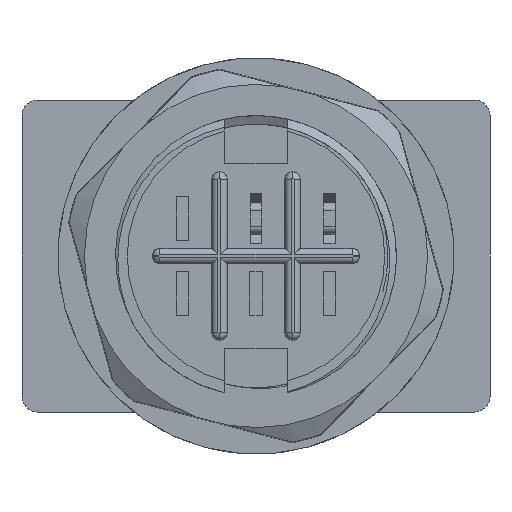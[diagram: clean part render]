
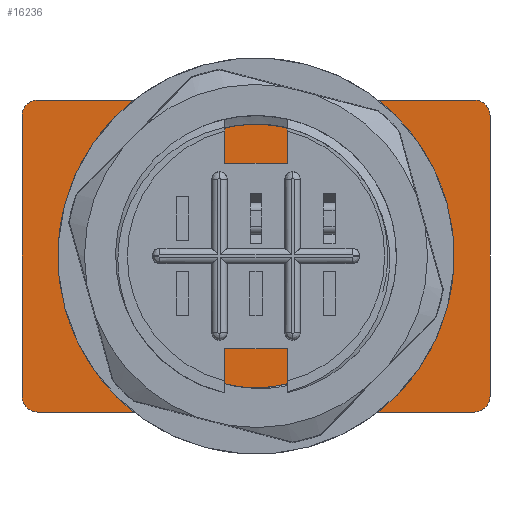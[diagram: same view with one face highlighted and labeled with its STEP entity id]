
A CAD part, front view. The second image highlights one B-rep face of the part: STEP entity #16236.
In plain terms, the highlighted planar face has unit normal (0, -1, 0).
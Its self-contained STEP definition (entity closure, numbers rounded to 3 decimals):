
#7820=CARTESIAN_POINT('',(2.0,0.0,8.775));
#7821=VERTEX_POINT('',#7820);
#7828=CARTESIAN_POINT('',(7.755,0.,4.567));
#7829=VERTEX_POINT('',#7828);
#8033=CARTESIAN_POINT('',(0.0,0.0,0.0));
#8034=DIRECTION('',(0.0,1.0,0.0));
#8035=DIRECTION('',(0.0,0.0,1.0));
#8036=AXIS2_PLACEMENT_3D('',#8033,#8034,#8035);
#8037=CIRCLE('',#8036,9.0);
#8038=EDGE_CURVE('',#7821,#7829,#8037,.T.);
#10240=CARTESIAN_POINT('',(-2.0,0.0,-8.21));
#10241=VERTEX_POINT('',#10240);
#10242=CARTESIAN_POINT('',(-7.702,0.,-3.476));
#10243=VERTEX_POINT('',#10242);
#10244=CARTESIAN_POINT('',(-2.,0.,-8.21));
#10245=CARTESIAN_POINT('',(-2.617,0.,-8.06));
#10246=CARTESIAN_POINT('',(-3.215,0.,-7.84));
#10247=CARTESIAN_POINT('',(-4.36,0.,-7.267));
#10248=CARTESIAN_POINT('',(-4.902,0.,-6.913));
#10249=CARTESIAN_POINT('',(-5.902,0.,-6.083));
#10250=CARTESIAN_POINT('',(-6.355,0.,-5.608));
#10251=CARTESIAN_POINT('',(-7.125,0.,-4.586));
#10252=CARTESIAN_POINT('',(-7.445,0.,-4.046));
#10253=CARTESIAN_POINT('',(-7.702,0.,-3.476));
#10254=B_SPLINE_CURVE_WITH_KNOTS('',3,(#10244,#10245,#10246,#10247,#10248,#10249,#10250,#10251,#10252,#10253),.UNSPECIFIED.,.F.,.U.,(4,2,2,2,4),(0.,0.19,0.384,0.58,0.768),.UNSPECIFIED.);
#10255=EDGE_CURVE('',#10241,#10243,#10254,.T.);
#13694=CARTESIAN_POINT('',(-2.0,0.0,8.712));
#13695=VERTEX_POINT('',#13694);
#13702=CARTESIAN_POINT('',(-7.702,0.,-3.476));
#13703=CARTESIAN_POINT('',(-8.011,0.,-2.848));
#13704=CARTESIAN_POINT('',(-8.241,0.,-2.184));
#13705=CARTESIAN_POINT('',(-8.54,0.,-0.774));
#13706=CARTESIAN_POINT('',(-8.597,0.,-0.034));
#13707=CARTESIAN_POINT('',(-8.503,0.,1.834));
#13708=CARTESIAN_POINT('',(-8.225,0.,2.943));
#13709=CARTESIAN_POINT('',(-7.501,0.,4.475));
#13710=CARTESIAN_POINT('',(-7.212,0.,4.959));
#13711=CARTESIAN_POINT('',(-6.273,0.,6.232));
#13712=CARTESIAN_POINT('',(-5.525,0.,6.941));
#13713=CARTESIAN_POINT('',(-3.861,0.,8.053));
#13714=CARTESIAN_POINT('',(-2.955,0.,8.461));
#13715=CARTESIAN_POINT('',(-2.,0.,8.712));
#13716=B_SPLINE_CURVE_WITH_KNOTS('',3,(#13702,#13703,#13704,#13705,#13706,#13707,#13708,#13709,#13710,#13711,#13712,#13713,#13714,#13715),.UNSPECIFIED.,.F.,.U.,(4,2,2,2,2,2,4),(0.0,0.21,0.432,0.774,0.944,1.251,1.551),.UNSPECIFIED.);
#13717=EDGE_CURVE('',#10243,#13695,#13716,.T.);
#14186=CARTESIAN_POINT('',(2.0,0.0,-8.245));
#14187=VERTEX_POINT('',#14186);
#14194=CARTESIAN_POINT('',(2.,0.,-8.245));
#14195=CARTESIAN_POINT('',(2.751,0.,-8.089));
#14196=CARTESIAN_POINT('',(3.477,0.,-7.832));
#14197=CARTESIAN_POINT('',(4.869,0.,-7.117));
#14198=CARTESIAN_POINT('',(5.525,0.,-6.654));
#14199=CARTESIAN_POINT('',(6.766,0.,-5.485));
#14200=CARTESIAN_POINT('',(7.538,0.,-4.562));
#14201=CARTESIAN_POINT('',(8.331,0.,-2.78));
#14202=CARTESIAN_POINT('',(8.51,0.,-2.244));
#14203=CARTESIAN_POINT('',(8.91,0.,-0.497));
#14204=CARTESIAN_POINT('',(8.9,0.,0.617));
#14205=CARTESIAN_POINT('',(8.607,0.,2.617));
#14206=CARTESIAN_POINT('',(8.266,0.,3.634));
#14207=CARTESIAN_POINT('',(7.755,0.,4.567));
#14208=B_SPLINE_CURVE_WITH_KNOTS('',3,(#14194,#14195,#14196,#14197,#14198,#14199,#14200,#14201,#14202,#14203,#14204,#14205,#14206,#14207),.UNSPECIFIED.,.F.,.U.,(4,2,2,2,2,2,4),(-1.623,-1.349,-1.063,-0.738,-0.606,-0.319,0.),.UNSPECIFIED.);
#14209=EDGE_CURVE('',#14187,#7829,#14208,.T.);
#16111=CARTESIAN_POINT('',(-15.0,0.0,10.0));
#16112=DIRECTION('',(0.0,1.0,0.0));
#16113=DIRECTION('',(0.0,0.0,1.0));
#16114=AXIS2_PLACEMENT_3D('',#16111,#16112,#16113);
#16115=PLANE('',#16114);
#16116=CARTESIAN_POINT('',(-15.0,0.0,-9.));
#16117=VERTEX_POINT('',#16116);
#16118=CARTESIAN_POINT('',(-14.,0.0,-10.0));
#16119=VERTEX_POINT('',#16118);
#16120=CARTESIAN_POINT('',(-14.,0.0,-9.));
#16121=DIRECTION('',(0.0,1.,0.0));
#16122=DIRECTION('',(-0.707,0.0,-0.707));
#16123=AXIS2_PLACEMENT_3D('',#16120,#16121,#16122);
#16124=ELLIPSE('',#16123,1.,1.);
#16125=EDGE_CURVE('',#16117,#16119,#16124,.F.);
#16126=ORIENTED_EDGE('',*,*,#16125,.T.);
#16127=CARTESIAN_POINT('',(14.,0.0,-10.0));
#16128=VERTEX_POINT('',#16127);
#16129=CARTESIAN_POINT('',(14.,0.0,-10.0));
#16130=DIRECTION('',(-1.0,0.0,0.0));
#16131=VECTOR('',#16130,28.);
#16132=LINE('',#16129,#16131);
#16133=EDGE_CURVE('',#16128,#16119,#16132,.T.);
#16134=ORIENTED_EDGE('',*,*,#16133,.F.);
#16135=CARTESIAN_POINT('',(15.0,0.0,-9.));
#16136=VERTEX_POINT('',#16135);
#16137=CARTESIAN_POINT('',(14.,0.0,-9.));
#16138=DIRECTION('',(0.0,1.,0.0));
#16139=DIRECTION('',(0.707,0.0,-0.707));
#16140=AXIS2_PLACEMENT_3D('',#16137,#16138,#16139);
#16141=ELLIPSE('',#16140,1.,1.);
#16142=EDGE_CURVE('',#16128,#16136,#16141,.F.);
#16143=ORIENTED_EDGE('',*,*,#16142,.T.);
#16144=CARTESIAN_POINT('',(15.0,0.0,9.));
#16145=VERTEX_POINT('',#16144);
#16146=CARTESIAN_POINT('',(15.,0.0,9.));
#16147=DIRECTION('',(0.0,0.0,-1.0));
#16148=VECTOR('',#16147,18.);
#16149=LINE('',#16146,#16148);
#16150=EDGE_CURVE('',#16145,#16136,#16149,.T.);
#16151=ORIENTED_EDGE('',*,*,#16150,.F.);
#16152=CARTESIAN_POINT('',(14.,0.0,10.0));
#16153=VERTEX_POINT('',#16152);
#16154=CARTESIAN_POINT('',(14.,0.0,9.));
#16155=DIRECTION('',(0.0,1.,0.0));
#16156=DIRECTION('',(0.707,0.0,0.707));
#16157=AXIS2_PLACEMENT_3D('',#16154,#16155,#16156);
#16158=ELLIPSE('',#16157,1.,1.);
#16159=EDGE_CURVE('',#16145,#16153,#16158,.F.);
#16160=ORIENTED_EDGE('',*,*,#16159,.T.);
#16161=CARTESIAN_POINT('',(-14.,0.0,10.0));
#16162=VERTEX_POINT('',#16161);
#16163=CARTESIAN_POINT('',(-14.,0.0,10.0));
#16164=DIRECTION('',(1.0,0.0,0.0));
#16165=VECTOR('',#16164,28.);
#16166=LINE('',#16163,#16165);
#16167=EDGE_CURVE('',#16162,#16153,#16166,.T.);
#16168=ORIENTED_EDGE('',*,*,#16167,.F.);
#16169=CARTESIAN_POINT('',(-15.0,0.0,9.));
#16170=VERTEX_POINT('',#16169);
#16171=CARTESIAN_POINT('',(-14.,0.0,9.));
#16172=DIRECTION('',(0.0,1.,0.0));
#16173=DIRECTION('',(-0.707,0.0,0.707));
#16174=AXIS2_PLACEMENT_3D('',#16171,#16172,#16173);
#16175=ELLIPSE('',#16174,1.,1.);
#16176=EDGE_CURVE('',#16162,#16170,#16175,.F.);
#16177=ORIENTED_EDGE('',*,*,#16176,.T.);
#16178=CARTESIAN_POINT('',(-15.0,0.0,-9.));
#16179=DIRECTION('',(0.0,0.0,1.0));
#16180=VECTOR('',#16179,18.);
#16181=LINE('',#16178,#16180);
#16182=EDGE_CURVE('',#16117,#16170,#16181,.T.);
#16183=ORIENTED_EDGE('',*,*,#16182,.F.);
#16184=EDGE_LOOP('',(#16126,#16134,#16143,#16151,#16160,#16168,#16177,#16183));
#16185=FACE_OUTER_BOUND('',#16184,.T.);
#16186=CARTESIAN_POINT('',(-2.0,0.0,-5.95));
#16187=VERTEX_POINT('',#16186);
#16188=CARTESIAN_POINT('',(-2.,0.0,-5.95));
#16189=DIRECTION('',(0.0,0.0,-1.0));
#16190=VECTOR('',#16189,2.26);
#16191=LINE('',#16188,#16190);
#16192=EDGE_CURVE('',#16187,#10241,#16191,.T.);
#16193=ORIENTED_EDGE('',*,*,#16192,.T.);
#16194=ORIENTED_EDGE('',*,*,#10255,.T.);
#16195=ORIENTED_EDGE('',*,*,#13717,.T.);
#16196=CARTESIAN_POINT('',(-2.0,0.0,5.95));
#16197=VERTEX_POINT('',#16196);
#16198=CARTESIAN_POINT('',(-2.,0.0,8.712));
#16199=DIRECTION('',(0.0,0.0,-1.0));
#16200=VECTOR('',#16199,2.762);
#16201=LINE('',#16198,#16200);
#16202=EDGE_CURVE('',#13695,#16197,#16201,.T.);
#16203=ORIENTED_EDGE('',*,*,#16202,.T.);
#16204=CARTESIAN_POINT('',(2.0,0.0,5.95));
#16205=VERTEX_POINT('',#16204);
#16206=CARTESIAN_POINT('',(-2.0,0.0,5.95));
#16207=DIRECTION('',(1.0,0.0,0.0));
#16208=VECTOR('',#16207,4.0);
#16209=LINE('',#16206,#16208);
#16210=EDGE_CURVE('',#16197,#16205,#16209,.T.);
#16211=ORIENTED_EDGE('',*,*,#16210,.T.);
#16212=CARTESIAN_POINT('',(2.,0.0,5.95));
#16213=DIRECTION('',(0.0,0.0,1.0));
#16214=VECTOR('',#16213,2.825);
#16215=LINE('',#16212,#16214);
#16216=EDGE_CURVE('',#16205,#7821,#16215,.T.);
#16217=ORIENTED_EDGE('',*,*,#16216,.T.);
#16218=ORIENTED_EDGE('',*,*,#8038,.T.);
#16219=ORIENTED_EDGE('',*,*,#14209,.F.);
#16220=CARTESIAN_POINT('',(2.0,0.0,-5.95));
#16221=VERTEX_POINT('',#16220);
#16222=CARTESIAN_POINT('',(2.,0.0,-8.245));
#16223=DIRECTION('',(0.0,0.0,1.0));
#16224=VECTOR('',#16223,2.295);
#16225=LINE('',#16222,#16224);
#16226=EDGE_CURVE('',#14187,#16221,#16225,.T.);
#16227=ORIENTED_EDGE('',*,*,#16226,.T.);
#16228=CARTESIAN_POINT('',(2.0,0.0,-5.95));
#16229=DIRECTION('',(-1.0,0.0,0.0));
#16230=VECTOR('',#16229,4.0);
#16231=LINE('',#16228,#16230);
#16232=EDGE_CURVE('',#16221,#16187,#16231,.T.);
#16233=ORIENTED_EDGE('',*,*,#16232,.T.);
#16234=EDGE_LOOP('',(#16193,#16194,#16195,#16203,#16211,#16217,#16218,#16219,#16227,#16233));
#16235=FACE_BOUND('',#16234,.T.);
#16236=ADVANCED_FACE('',(#16185,#16235),#16115,.F.);
